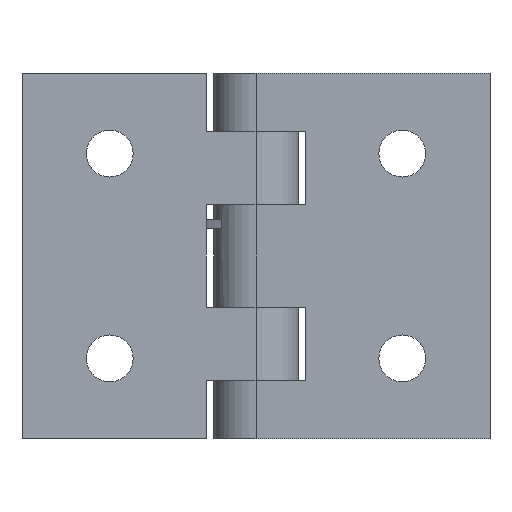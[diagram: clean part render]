
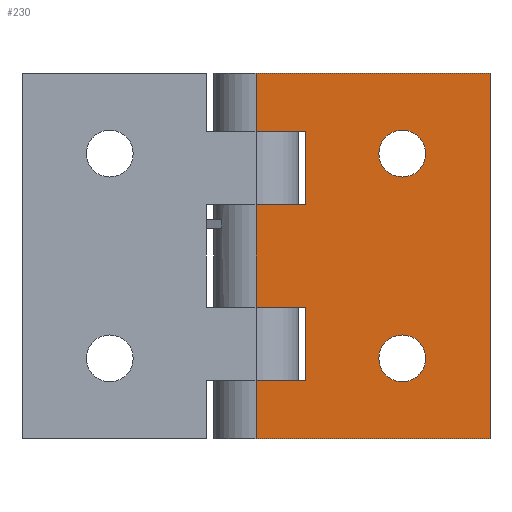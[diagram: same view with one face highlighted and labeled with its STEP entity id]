
A CAD part, front view. The second image highlights one B-rep face of the part: STEP entity #230.
In plain terms, the highlighted planar face has unit normal (0, -1, 0).
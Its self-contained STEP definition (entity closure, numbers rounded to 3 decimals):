
#230 = ADVANCED_FACE( '', ( #338, #339, #340 ), #341, .T. );
#338 = FACE_BOUND( '', #497, .T. );
#339 = FACE_BOUND( '', #498, .T. );
#340 = FACE_OUTER_BOUND( '', #499, .T. );
#341 = PLANE( '', #500 );
#497 = EDGE_LOOP( '', ( #789 ) );
#498 = EDGE_LOOP( '', ( #790 ) );
#499 = EDGE_LOOP( '', ( #791, #792, #793, #794, #795, #796, #797, #798, #799, #800, #801, #802 ) );
#500 = AXIS2_PLACEMENT_3D( '', #803, #804, #805 );
#789 = ORIENTED_EDGE( '', *, *, #1165, .T. );
#790 = ORIENTED_EDGE( '', *, *, #1166, .T. );
#791 = ORIENTED_EDGE( '', *, *, #1167, .F. );
#792 = ORIENTED_EDGE( '', *, *, #1168, .T. );
#793 = ORIENTED_EDGE( '', *, *, #1169, .T. );
#794 = ORIENTED_EDGE( '', *, *, #1170, .T. );
#795 = ORIENTED_EDGE( '', *, *, #1171, .F. );
#796 = ORIENTED_EDGE( '', *, *, #1156, .T. );
#797 = ORIENTED_EDGE( '', *, *, #1172, .T. );
#798 = ORIENTED_EDGE( '', *, *, #1173, .T. );
#799 = ORIENTED_EDGE( '', *, *, #1174, .F. );
#800 = ORIENTED_EDGE( '', *, *, #1161, .T. );
#801 = ORIENTED_EDGE( '', *, *, #1164, .T. );
#802 = ORIENTED_EDGE( '', *, *, #1153, .F. );
#803 = CARTESIAN_POINT( '', ( 0., 0., -25. ) );
#804 = DIRECTION( '', ( 0., -1., 0. ) );
#805 = DIRECTION( '', ( 0., 0., -1. ) );
#1153 = EDGE_CURVE( '', #1360, #1362, #1363, .T. );
#1156 = EDGE_CURVE( '', #1367, #1365, #1368, .T. );
#1161 = EDGE_CURVE( '', #1376, #1374, #1377, .T. );
#1164 = EDGE_CURVE( '', #1374, #1362, #1381, .T. );
#1165 = EDGE_CURVE( '', #1382, #1382, #1383, .T. );
#1166 = EDGE_CURVE( '', #1384, #1384, #1385, .T. );
#1167 = EDGE_CURVE( '', #1386, #1360, #1387, .T. );
#1168 = EDGE_CURVE( '', #1386, #1388, #1389, .T. );
#1169 = EDGE_CURVE( '', #1388, #1390, #1391, .T. );
#1170 = EDGE_CURVE( '', #1390, #1392, #1393, .T. );
#1171 = EDGE_CURVE( '', #1367, #1392, #1394, .T. );
#1172 = EDGE_CURVE( '', #1365, #1395, #1396, .T. );
#1173 = EDGE_CURVE( '', #1395, #1397, #1398, .T. );
#1174 = EDGE_CURVE( '', #1376, #1397, #1399, .T. );
#1360 = VERTEX_POINT( '', #1675 );
#1362 = VERTEX_POINT( '', #1677 );
#1363 = LINE( '', #1678, #1679 );
#1365 = VERTEX_POINT( '', #1682 );
#1367 = VERTEX_POINT( '', #1685 );
#1368 = LINE( '', #1686, #1687 );
#1374 = VERTEX_POINT( '', #1693 );
#1376 = VERTEX_POINT( '', #1696 );
#1377 = LINE( '', #1697, #1698 );
#1381 = LINE( '', #1702, #1703 );
#1382 = VERTEX_POINT( '', #1704 );
#1383 = CIRCLE( '', #1705, 1.6 );
#1384 = VERTEX_POINT( '', #1706 );
#1385 = CIRCLE( '', #1707, 1.6 );
#1386 = VERTEX_POINT( '', #1708 );
#1387 = LINE( '', #1709, #1710 );
#1388 = VERTEX_POINT( '', #1711 );
#1389 = LINE( '', #1712, #1713 );
#1390 = VERTEX_POINT( '', #1714 );
#1391 = LINE( '', #1715, #1716 );
#1392 = VERTEX_POINT( '', #1717 );
#1393 = LINE( '', #1718, #1719 );
#1394 = LINE( '', #1720, #1721 );
#1395 = VERTEX_POINT( '', #1722 );
#1396 = LINE( '', #1723, #1724 );
#1397 = VERTEX_POINT( '', #1725 );
#1398 = LINE( '', #1726, #1727 );
#1399 = LINE( '', #1728, #1729 );
#1675 = CARTESIAN_POINT( '', ( 0., 0., 0. ) );
#1677 = CARTESIAN_POINT( '', ( 16., 0., 0. ) );
#1678 = CARTESIAN_POINT( '', ( 0., 0., 0. ) );
#1679 = VECTOR( '', #1981, 1000. );
#1682 = CARTESIAN_POINT( '', ( 3.4, 0., -16. ) );
#1685 = CARTESIAN_POINT( '', ( 0., 0., -16. ) );
#1686 = CARTESIAN_POINT( '', ( -2.9, 0., -16. ) );
#1687 = VECTOR( '', #1984, 1000. );
#1693 = CARTESIAN_POINT( '', ( 16., 0., -25. ) );
#1696 = CARTESIAN_POINT( '', ( 0., 0., -25. ) );
#1697 = CARTESIAN_POINT( '', ( 0., 0., -25. ) );
#1698 = VECTOR( '', #1995, 1000. );
#1702 = CARTESIAN_POINT( '', ( 16., 0., -25. ) );
#1703 = VECTOR( '', #2002, 1000. );
#1704 = CARTESIAN_POINT( '', ( 11.6, 0., -19.5 ) );
#1705 = AXIS2_PLACEMENT_3D( '', #2003, #2004, #2005 );
#1706 = CARTESIAN_POINT( '', ( 11.6, 0., -5.5 ) );
#1707 = AXIS2_PLACEMENT_3D( '', #2006, #2007, #2008 );
#1708 = CARTESIAN_POINT( '', ( 0., 0., -4. ) );
#1709 = CARTESIAN_POINT( '', ( 0., 0., -25. ) );
#1710 = VECTOR( '', #2009, 1000. );
#1711 = CARTESIAN_POINT( '', ( 3.4, 0., -4. ) );
#1712 = CARTESIAN_POINT( '', ( -2.9, 0., -4. ) );
#1713 = VECTOR( '', #2010, 1000. );
#1714 = CARTESIAN_POINT( '', ( 3.4, 0., -9. ) );
#1715 = CARTESIAN_POINT( '', ( 3.4, 0., -4. ) );
#1716 = VECTOR( '', #2011, 1000. );
#1717 = CARTESIAN_POINT( '', ( 0., 0., -9. ) );
#1718 = CARTESIAN_POINT( '', ( 3.4, 0., -9. ) );
#1719 = VECTOR( '', #2012, 1000. );
#1720 = CARTESIAN_POINT( '', ( 0., 0., -25. ) );
#1721 = VECTOR( '', #2013, 1000. );
#1722 = CARTESIAN_POINT( '', ( 3.4, 0., -21. ) );
#1723 = CARTESIAN_POINT( '', ( 3.4, 0., -16. ) );
#1724 = VECTOR( '', #2014, 1000. );
#1725 = CARTESIAN_POINT( '', ( 0., 0., -21. ) );
#1726 = CARTESIAN_POINT( '', ( 3.4, 0., -21. ) );
#1727 = VECTOR( '', #2015, 1000. );
#1728 = CARTESIAN_POINT( '', ( 0., 0., -25. ) );
#1729 = VECTOR( '', #2016, 1000. );
#1981 = DIRECTION( '', ( 1., 0., 0. ) );
#1984 = DIRECTION( '', ( 1., 0., 0. ) );
#1995 = DIRECTION( '', ( 1., 0., 0. ) );
#2002 = DIRECTION( '', ( 0., 0., 1. ) );
#2003 = CARTESIAN_POINT( '', ( 10., 0., -19.5 ) );
#2004 = DIRECTION( '', ( 0., 1., 0. ) );
#2005 = DIRECTION( '', ( 1., 0., 0. ) );
#2006 = CARTESIAN_POINT( '', ( 10., 0., -5.5 ) );
#2007 = DIRECTION( '', ( 0., 1., 0. ) );
#2008 = DIRECTION( '', ( 1., 0., 0. ) );
#2009 = DIRECTION( '', ( 0., 0., 1. ) );
#2010 = DIRECTION( '', ( 1., 0., 0. ) );
#2011 = DIRECTION( '', ( 0., 0., -1. ) );
#2012 = DIRECTION( '', ( -1., 0., 0. ) );
#2013 = DIRECTION( '', ( 0., 0., 1. ) );
#2014 = DIRECTION( '', ( 0., 0., -1. ) );
#2015 = DIRECTION( '', ( -1., 0., 0. ) );
#2016 = DIRECTION( '', ( 0., 0., 1. ) );
